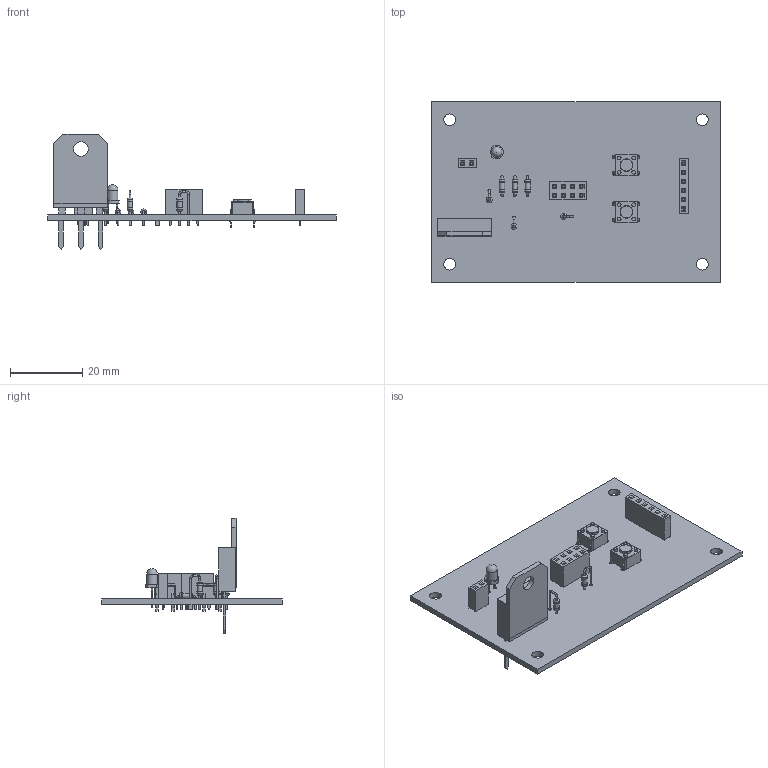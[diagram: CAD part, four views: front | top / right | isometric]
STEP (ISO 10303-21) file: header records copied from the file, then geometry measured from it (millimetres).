
FILE_DESCRIPTION(('KiCad electronic assembly'),'2;1');
FILE_NAME('esp01_programmer.step','2018-09-30T14:46:32',('An Author'),( 'A Company'),'Open CASCADE STEP processor 6.8', 'KiCad to STEP converter','Unknown');
FILE_SCHEMA(('AUTOMOTIVE_DESIGN_CC2 { 1 2 10303 214 -1 1 5 4 }'));
Length unit declared in the file: millimetre
Products named in the file (20): Open CASCADE STEP translator 6.8 1; R_Axial_DIN0204_L3.6mm_D1.6mm_P5.08mm_Horizontal; SOLID; PinSocket_2x04_P2.54mm_Vertical; C_0805_2012Metric; LED_D3.0mm; R_Axial_DIN0204_L3.6mm_D1.6mm_P2.54mm_Vertical; TO-218-3_Vertical; PinSocket_1x06_P2.54mm_Vertical; SW_PUSH_6mm_H4.3mm; PinSocket_1x02_P2.54mm_Vertical; COMPOUND
Assembly tree (25 placements, depth 3):
  Open CASCADE STEP translator 6.8 1
    R_Axial_DIN0204_L3.6mm_D1.6mm_P5.08mm_Horizontal  x3
      SOLID
    PinSocket_2x04_P2.54mm_Vertical
      SOLID
    C_0805_2012Metric  x2
      SOLID
    LED_D3.0mm
      SOLID
    R_Axial_DIN0204_L3.6mm_D1.6mm_P2.54mm_Vertical  x3
      SOLID
    TO-218-3_Vertical
      SOLID
    PinSocket_1x06_P2.54mm_Vertical
      SOLID
    SW_PUSH_6mm_H4.3mm  x2
      SOLID
    PinSocket_1x02_P2.54mm_Vertical
      SOLID
    COMPOUND
Bounding box: 80 x 50 x 32.1 mm (x, y, z)
Volume: 8399.1 mm3; surface area: 11415.9 mm2
Topology: 16 solids, 16 shells, 1002 faces, 2519 edges, 1636 vertices
Faces by surface type: plane 785, cylinder 190, torus 26, sphere 1
Full cylindrical faces by diameter (mm): 0.5 x18, 0.7 x12, 1 x29, 1.1 x8, 1.44 x6, 1.6 x12, 3 x1, 3.2 x4, 3.5 x2, 4.05 x1
Entity records: 64857 total; most frequent: CARTESIAN_POINT 17490, DIRECTION 7645, LINE 5446, VECTOR 5446, ORIENTED_EDGE 4142, PCURVE 4142, DEFINITIONAL_REPRESENTATION 4142, EDGE_CURVE 2071
